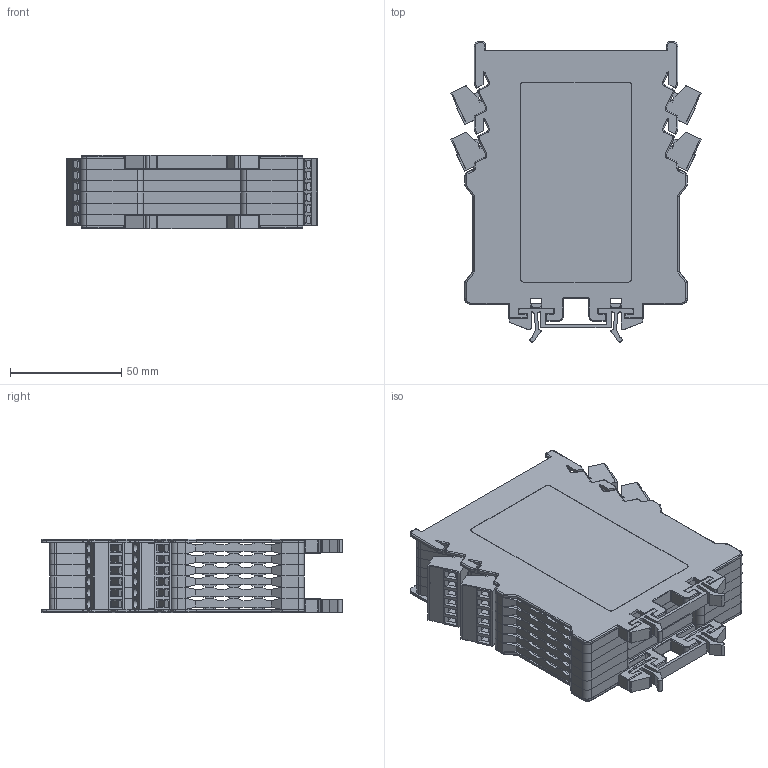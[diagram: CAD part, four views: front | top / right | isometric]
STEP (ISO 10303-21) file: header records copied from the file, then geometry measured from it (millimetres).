
FILE_DESCRIPTION (( 'STEP AP203' ), '1' );
FILE_NAME ('GVF.STEP', '2018-08-03T09:44:17', ( '' ), ( '' ), 'SwSTEP 2.0', 'SolidWorks 2013', '' );
FILE_SCHEMA (( 'CONFIG_CONTROL_DESIGN' ));
Length unit declared in the file: millimetre
Products named in the file (7): GVF Klemmen; Baugruppe-GV; GVF; Hutschienenhalterung-1; Kammer-GV-07; Deckel-GV-1; Front-GVF
Assembly tree (16 placements, depth 3):
  GVF
    Deckel-GV-1
    Hutschienenhalterung-1
    Kammer-GV-07  x6
    Baugruppe-GV
      Deckel-GV-1
      Hutschienenhalterung-1
    Front-GVF
    GVF Klemmen  x4
Bounding box: 112.32 x 134.69 x 32.98 mm (x, y, z)
Volume: 83835.3 mm3; surface area: 115629.8 mm2
Topology: 15 solids, 15 shells, 5203 faces, 14177 edges, 9062 vertices
Faces by surface type: plane 3571, cylinder 1212, torus 168, cone 168, bspline 84
Entity records: 48004 total; most frequent: CARTESIAN_POINT 11637, ORIENTED_EDGE 7610, DIRECTION 7133, EDGE_CURVE 3805, LINE 2685, VECTOR 2685, VERTEX_POINT 2428, AXIS2_PLACEMENT_3D 2224
